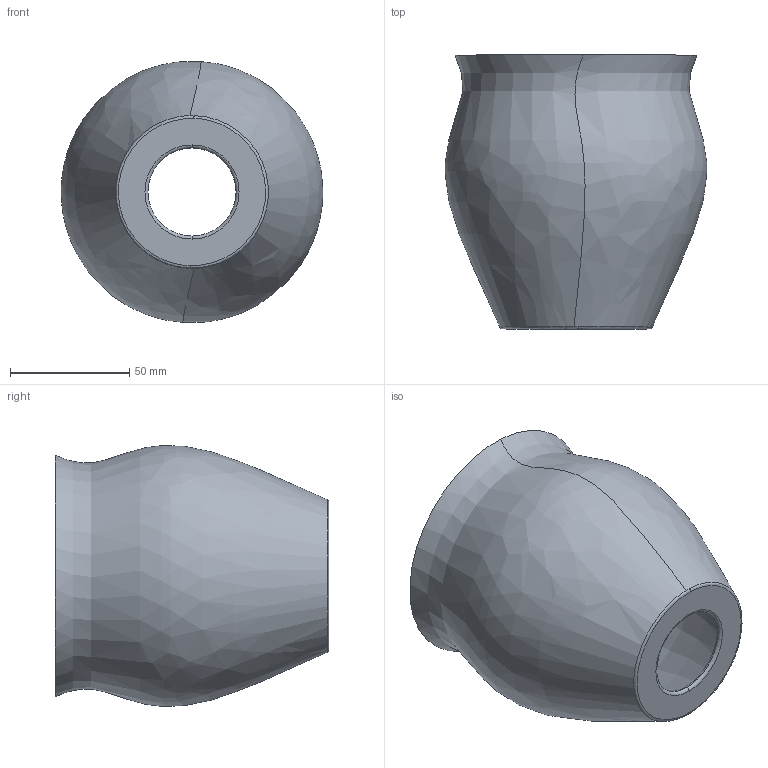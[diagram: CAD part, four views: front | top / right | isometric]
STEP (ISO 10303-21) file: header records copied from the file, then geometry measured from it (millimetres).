
FILE_DESCRIPTION (( 'STEP AP214' ), '1' );
FILE_NAME ('TulipShade_v4.STEP', '2018-01-11T23:39:57', ( 'Computer' ), ( 'Home' ), 'SwSTEP 2.0', 'SolidWorks 2014', '' );
FILE_SCHEMA (( 'AUTOMOTIVE_DESIGN' ));
Length unit declared in the file: inch
Products named in the file (1): TulipShade_v4
Bounding box: 109.73 x 114.86 x 109.47 mm (x, y, z)
Volume: 33571.6 mm3; surface area: 75519.9 mm2
Topology: 1 solids, 1 shells, 13 faces, 28 edges, 18 vertices
Faces by surface type: bspline 6, torus 4, plane 3
Entity records: 5319 total; most frequent: CARTESIAN_POINT 5023, ORIENTED_EDGE 56, DIRECTION 44, EDGE_CURVE 28, AXIS2_PLACEMENT_3D 22, VERTEX_POINT 18, EDGE_LOOP 16, B_SPLINE_CURVE_WITH_KNOTS 14
